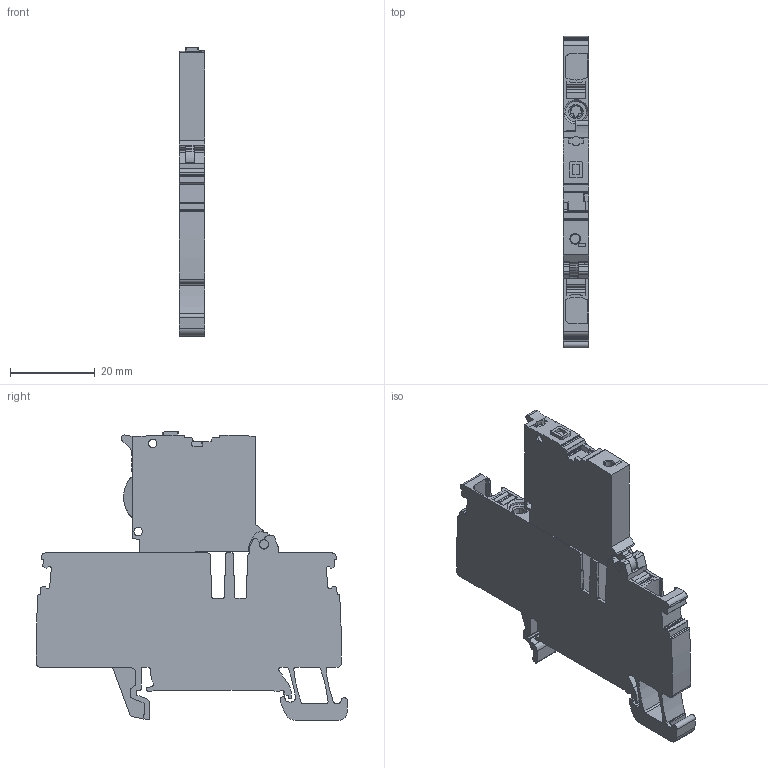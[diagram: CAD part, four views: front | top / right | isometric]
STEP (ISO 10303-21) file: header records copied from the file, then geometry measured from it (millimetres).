
FILE_DESCRIPTION(('CATIA V5 STEP Exchange','CAx-IF Rec.Pracs.--- Model Styling and Organization---1.5--- 2016-08-15','CAx-IF Rec.Pracs.---Supplemental Geometry---1.0---2011-11-01','CAx-IF Rec.Pracs.--- Composite Materials ---1.1---2010-07-15'),'2;1');
FILE_NAME ('D1463177_1', '2024-05-29T11:58:08+00:00', ('none'), ('Weidmueller'), 'CATIA Version 5-6 Release 2022 SP4 HF5', 'CATIA V5 STEP AP214 v3', 'none');
FILE_SCHEMA(('AUTOMOTIVE_DESIGN { 1 0 10303 214 1 1 1 1 }'));
Length unit declared in the file: millimetre
Products named in the file (1): 2429860000_AFS_4_2C_BK
Bounding box: 6.1 x 73.39 x 67.96 mm (x, y, z)
Volume: 16527.8 mm3; surface area: 10189.1 mm2
Topology: 1 solids, 1 shells, 1341 faces, 3929 edges, 2626 vertices
Faces by surface type: plane 832, cylinder 418, torus 42, extrusion 38, bspline 6, cone 5
Entity records: 45723 total; most frequent: CARTESIAN_POINT 9840, ORIENTED_EDGE 7858, DIRECTION 5964, EDGE_CURVE 3929, VECTOR 2972, LINE 2934, VERTEX_POINT 2626, AXIS2_PLACEMENT_3D 1878
